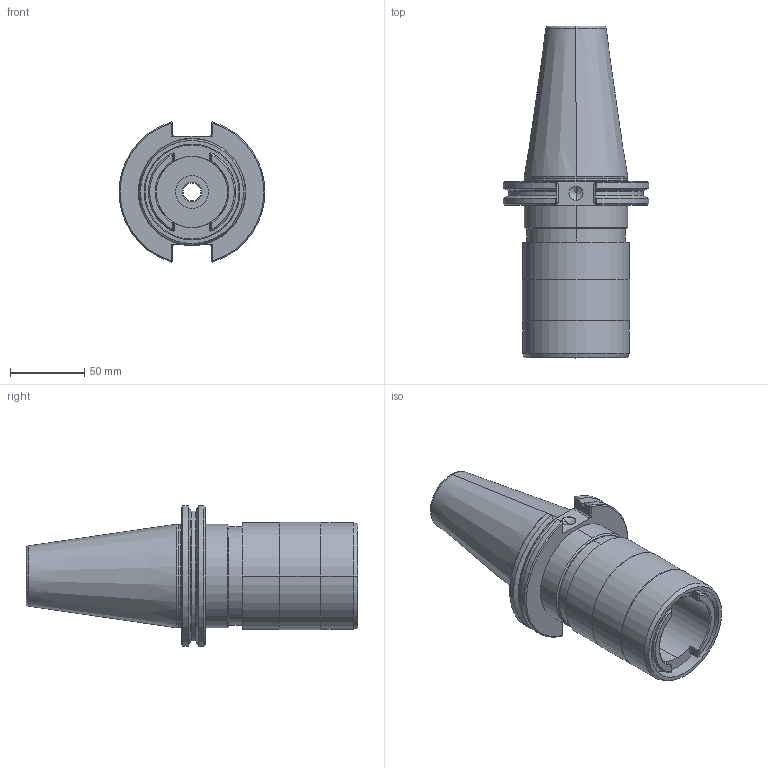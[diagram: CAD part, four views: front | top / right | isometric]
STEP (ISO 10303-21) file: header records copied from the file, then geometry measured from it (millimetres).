
FILE_DESCRIPTION((''),'2;1');
FILE_NAME('21880-50CAT_SW0001','2019-05-27T',('046'),(''),'CREO PARAMETRIC BY PTC INC, 2016260','CREO PARAMETRIC BY PTC INC, 2016260','');
FILE_SCHEMA(('CONFIG_CONTROL_DESIGN'));
Length unit declared in the file: millimetre
Products named in the file (1): 21880-50CAT_SW0001
Bounding box: 98.06 x 223.6 x 94.4 mm (x, y, z)
Volume: 630722.6 mm3; surface area: 78663.8 mm2
Topology: 1 solids, 1 shells, 133 faces, 344 edges, 219 vertices
Faces by surface type: plane 49, cylinder 40, cone 30, torus 14
Entity records: 4324 total; most frequent: CARTESIAN_POINT 1086, ORIENTED_EDGE 684, DIRECTION 650, EDGE_CURVE 342, AXIS2_PLACEMENT_3D 247, VERTEX_POINT 219, VECTOR 156, LINE 156
